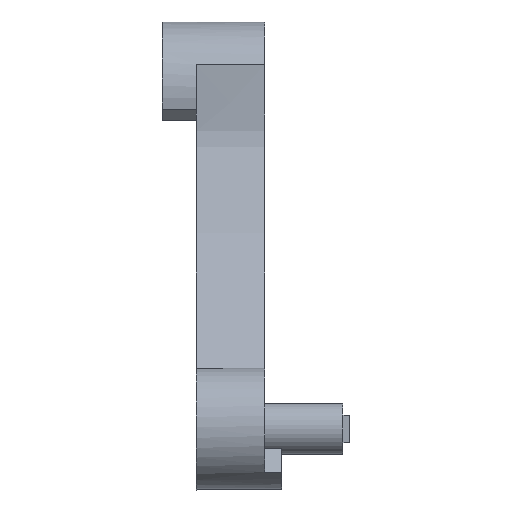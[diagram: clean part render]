
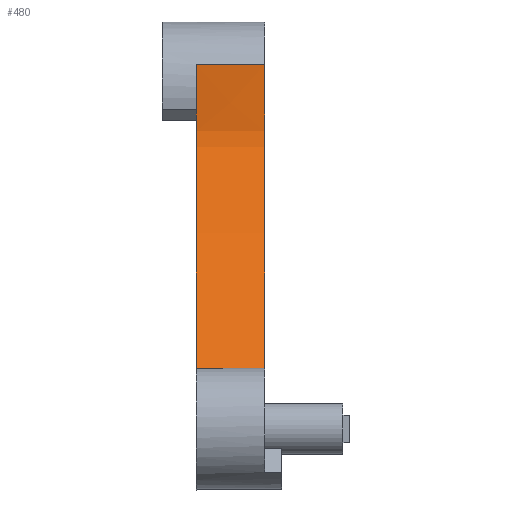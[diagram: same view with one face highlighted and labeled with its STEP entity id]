
A CAD part, left-side view. The second image highlights one B-rep face of the part: STEP entity #480.
In plain terms, the highlighted free-form (B-spline) face has degree [3, 1] with [14, 2] control points.
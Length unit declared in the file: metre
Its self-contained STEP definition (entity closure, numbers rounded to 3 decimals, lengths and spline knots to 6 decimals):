
#20=B_SPLINE_CURVE_WITH_KNOTS('',3,(#748,#749,#750,#751,#752,#753),
 .UNSPECIFIED.,.F.,.F.,(4,1,1,4),(0.,0.338835,0.561842,
1.),.UNSPECIFIED.);
#21=B_SPLINE_CURVE_WITH_KNOTS('',3,(#757,#758,#759,#760,#761,#762),
 .UNSPECIFIED.,.F.,.F.,(4,1,1,4),(0.,0.338835,0.561842,
1.),.UNSPECIFIED.);
#28=B_SPLINE_SURFACE_WITH_KNOTS('',3,1,((#720,#721),(#722,#723),(#724,#725),
(#726,#727),(#728,#729),(#730,#731),(#732,#733),(#734,#735),(#736,#737),
(#738,#739),(#740,#741),(#742,#743),(#744,#745),(#746,#747)),
 .SURF_OF_LINEAR_EXTRUSION.,.F.,.F.,.F.,(4,1,1,1,1,1,1,1,1,1,1,4),(2,2),
(0.,0.125,0.25,0.3125,0.375,0.5,0.5625,0.625,0.6875,0.75,0.875,1.),(0.,
1.),.UNSPECIFIED.);
#46=LINE('',#717,#87);
#47=LINE('',#755,#88);
#87=VECTOR('',#583,1.);
#88=VECTOR('',#586,1.);
#134=ORIENTED_EDGE('',*,*,#270,.T.);
#135=ORIENTED_EDGE('',*,*,#271,.F.);
#136=ORIENTED_EDGE('',*,*,#272,.F.);
#137=ORIENTED_EDGE('',*,*,#268,.T.);
#268=EDGE_CURVE('',#337,#336,#46,.T.);
#270=EDGE_CURVE('',#336,#338,#20,.T.);
#271=EDGE_CURVE('',#339,#338,#47,.T.);
#272=EDGE_CURVE('',#337,#339,#21,.T.);
#336=VERTEX_POINT('',#716);
#337=VERTEX_POINT('',#718);
#338=VERTEX_POINT('',#754);
#339=VERTEX_POINT('',#756);
#394=EDGE_LOOP('',(#134,#135,#136,#137));
#429=FACE_BOUND('',#394,.T.);
#480=ADVANCED_FACE('',(#429),#28,.F.);
#583=DIRECTION('',(0.,1.,0.));
#586=DIRECTION('',(0.,1.,0.));
#716=CARTESIAN_POINT('',(0.391892,0.,0.104038));
#717=CARTESIAN_POINT('',(0.391892,-0.01,0.104038));
#718=CARTESIAN_POINT('',(0.391892,-0.01,0.104038));
#720=CARTESIAN_POINT('',(0.391892,-0.01,0.104038));
#721=CARTESIAN_POINT('',(0.391892,0.,0.104038));
#722=CARTESIAN_POINT('',(0.387986,-0.01,0.102839));
#723=CARTESIAN_POINT('',(0.387986,0.,0.102839));
#724=CARTESIAN_POINT('',(0.380247,-0.01,0.100607));
#725=CARTESIAN_POINT('',(0.380247,0.,0.100607));
#726=CARTESIAN_POINT('',(0.371609,-0.01,0.098256));
#727=CARTESIAN_POINT('',(0.371609,0.,0.098256));
#728=CARTESIAN_POINT('',(0.365806,-0.01,0.09663));
#729=CARTESIAN_POINT('',(0.365806,0.,0.09663));
#730=CARTESIAN_POINT('',(0.36098,-0.01,0.095216));
#731=CARTESIAN_POINT('',(0.36098,0.,0.095216));
#732=CARTESIAN_POINT('',(0.357249,-0.01,0.093782));
#733=CARTESIAN_POINT('',(0.357249,0.,0.093782));
#734=CARTESIAN_POINT('',(0.353038,-0.01,0.091205));
#735=CARTESIAN_POINT('',(0.353038,0.,0.091205));
#736=CARTESIAN_POINT('',(0.349276,-0.01,0.088436));
#737=CARTESIAN_POINT('',(0.349276,0.,0.088436));
#738=CARTESIAN_POINT('',(0.344968,-0.01,0.084919));
#739=CARTESIAN_POINT('',(0.344968,0.,0.084919));
#740=CARTESIAN_POINT('',(0.338574,-0.01,0.079347));
#741=CARTESIAN_POINT('',(0.338574,0.,0.079347));
#742=CARTESIAN_POINT('',(0.329505,-0.01,0.070945));
#743=CARTESIAN_POINT('',(0.329505,0.,0.070945));
#744=CARTESIAN_POINT('',(0.321413,-0.01,0.063154));
#745=CARTESIAN_POINT('',(0.321413,0.,0.063154));
#746=CARTESIAN_POINT('',(0.317234,-0.01,0.059106));
#747=CARTESIAN_POINT('',(0.317234,0.,0.059106));
#748=CARTESIAN_POINT('',(0.391892,0.,0.104038));
#749=CARTESIAN_POINT('',(0.381305,0.,0.100786));
#750=CARTESIAN_POINT('',(0.3642,0.,0.096425));
#751=CARTESIAN_POINT('',(0.351531,0.,0.091889));
#752=CARTESIAN_POINT('',(0.331881,0.,0.073293));
#753=CARTESIAN_POINT('',(0.317234,0.,0.059106));
#754=CARTESIAN_POINT('',(0.317234,0.,0.059106));
#755=CARTESIAN_POINT('',(0.317234,-0.01,0.059106));
#756=CARTESIAN_POINT('',(0.317234,-0.01,0.059106));
#757=CARTESIAN_POINT('',(0.391892,-0.01,0.104038));
#758=CARTESIAN_POINT('',(0.381305,-0.01,0.100786));
#759=CARTESIAN_POINT('',(0.3642,-0.01,0.096425));
#760=CARTESIAN_POINT('',(0.351531,-0.01,0.091889));
#761=CARTESIAN_POINT('',(0.331881,-0.01,0.073293));
#762=CARTESIAN_POINT('',(0.317234,-0.01,0.059106));
